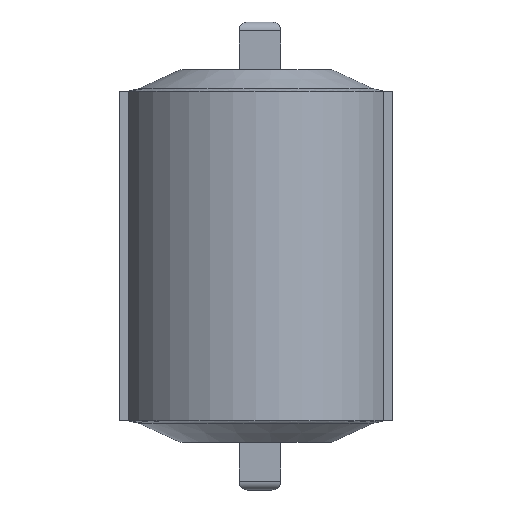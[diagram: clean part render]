
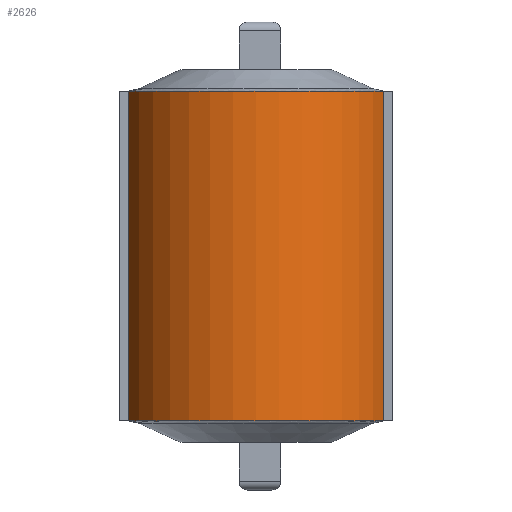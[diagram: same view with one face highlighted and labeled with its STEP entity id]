
A CAD part, left-side view. The second image highlights one B-rep face of the part: STEP entity #2626.
In plain terms, the highlighted cylindrical face has radius 15.75 mm (diameter 31.5 mm), a partial arc.
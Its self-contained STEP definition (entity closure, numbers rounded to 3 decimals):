
#143 = CARTESIAN_POINT ( 'NONE',  ( 0., 30.43, 19. ) ) ;
#193 = EDGE_LOOP ( 'NONE', ( #289, #791, #321, #2792 ) ) ;
#211 = CARTESIAN_POINT ( 'NONE',  ( 5.706, 15.75, 19. ) ) ;
#289 = ORIENTED_EDGE ( 'NONE', *, *, #1696, .T. ) ;
#320 = DIRECTION ( 'NONE',  ( 0., 0., 1. ) ) ;
#321 = ORIENTED_EDGE ( 'NONE', *, *, #365, .F. ) ;
#365 = EDGE_CURVE ( 'NONE', #3413, #499, #1791, .T. ) ;
#379 = CYLINDRICAL_SURFACE ( 'NONE', #2130, 15.75 ) ;
#499 = VERTEX_POINT ( 'NONE', #143 ) ;
#507 = AXIS2_PLACEMENT_3D ( 'NONE', #211, #3246, #2767 ) ;
#586 = DIRECTION ( 'NONE',  ( 0., 0., 1. ) ) ;
#622 = CIRCLE ( 'NONE', #2628, 15.75 ) ;
#729 = CARTESIAN_POINT ( 'NONE',  ( 0., 1.07, -19. ) ) ;
#791 = ORIENTED_EDGE ( 'NONE', *, *, #3416, .F. ) ;
#808 = VECTOR ( 'NONE', #2921, 1000. ) ;
#820 = VECTOR ( 'NONE', #586, 1000. ) ;
#860 = LINE ( 'NONE', #3046, #820 ) ;
#986 = CARTESIAN_POINT ( 'NONE',  ( 5.706, 15.75, -19. ) ) ;
#1005 = CARTESIAN_POINT ( 'NONE',  ( 0., 30.43, -19. ) ) ;
#1125 = CARTESIAN_POINT ( 'NONE',  ( 0., 30.43, -19. ) ) ;
#1678 = VERTEX_POINT ( 'NONE', #3030 ) ;
#1696 = EDGE_CURVE ( 'NONE', #3353, #1678, #860, .T. ) ;
#1791 = LINE ( 'NONE', #1005, #808 ) ;
#2016 = FACE_OUTER_BOUND ( 'NONE', #193, .T. ) ;
#2130 = AXIS2_PLACEMENT_3D ( 'NONE', #2567, #320, #2785 ) ;
#2567 = CARTESIAN_POINT ( 'NONE',  ( 5.706, 15.75, -19. ) ) ;
#2626 = ADVANCED_FACE ( 'NONE', ( #2016 ), #379, .T. ) ;
#2628 = AXIS2_PLACEMENT_3D ( 'NONE', #986, #2657, #3426 ) ;
#2657 = DIRECTION ( 'NONE',  ( 0., 0., 1. ) ) ;
#2767 = DIRECTION ( 'NONE',  ( 1., 0., 0. ) ) ;
#2785 = DIRECTION ( 'NONE',  ( 1., 0., 0. ) ) ;
#2792 = ORIENTED_EDGE ( 'NONE', *, *, #3336, .T. ) ;
#2921 = DIRECTION ( 'NONE',  ( 0., 0., 1. ) ) ;
#3030 = CARTESIAN_POINT ( 'NONE',  ( 0., 1.07, 19. ) ) ;
#3046 = CARTESIAN_POINT ( 'NONE',  ( 0., 1.07, -19. ) ) ;
#3246 = DIRECTION ( 'NONE',  ( 0., 0., 1. ) ) ;
#3259 = CIRCLE ( 'NONE', #507, 15.75 ) ;
#3336 = EDGE_CURVE ( 'NONE', #3413, #3353, #622, .T. ) ;
#3353 = VERTEX_POINT ( 'NONE', #729 ) ;
#3413 = VERTEX_POINT ( 'NONE', #1125 ) ;
#3416 = EDGE_CURVE ( 'NONE', #499, #1678, #3259, .T. ) ;
#3426 = DIRECTION ( 'NONE',  ( 1., 0., 0. ) ) ;
